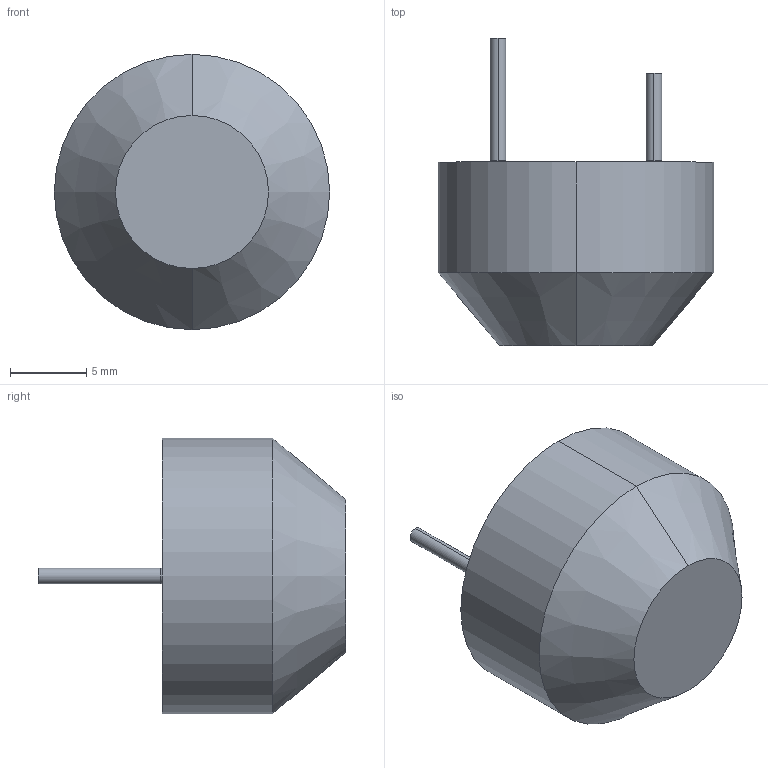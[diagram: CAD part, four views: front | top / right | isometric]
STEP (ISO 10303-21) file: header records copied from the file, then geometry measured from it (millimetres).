
FILE_DESCRIPTION (( 'STEP AP214' ), '1' );
FILE_NAME ('Ultrasonic Tranceiver [Closed] [Waterproof] [Dual Use].step', '2018-11-03T15:16:22+00:00', 'Stefan Hamminga', '', '', '', '');
FILE_SCHEMA (( 'AUTOMOTIVE_DESIGN' ));
Length unit declared in the file: millimetre
Products named in the file (1): Ultrasonic Tranceiver [Closed] [Waterproof] [Dual Use]
Bounding box: 18 x 20.1 x 18 mm (x, y, z)
Volume: 2560.1 mm3; surface area: 1064.6 mm2
Topology: 1 solids, 1 shells, 19 faces, 36 edges, 22 vertices
Faces by surface type: torus 6, cylinder 6, plane 5, cone 2
Entity records: 667 total; most frequent: DIRECTION 104, CARTESIAN_POINT 78, ORIENTED_EDGE 72, AXIS2_PLACEMENT_3D 48, EDGE_CURVE 36, CIRCLE 28, EDGE_LOOP 22, VERTEX_POINT 22
